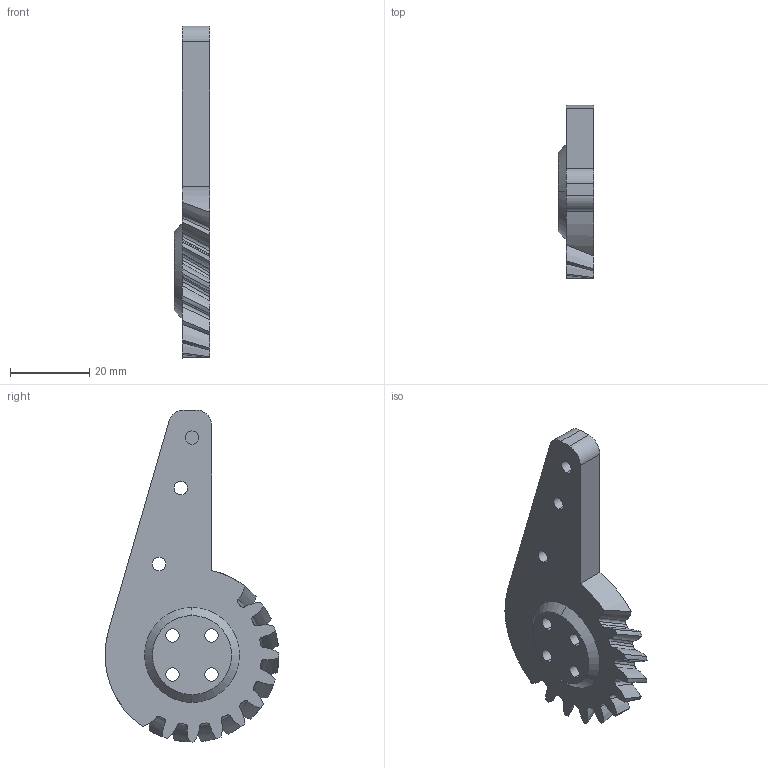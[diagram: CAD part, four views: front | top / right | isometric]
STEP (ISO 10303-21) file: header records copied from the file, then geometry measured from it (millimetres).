
FILE_DESCRIPTION (( 'STEP AP214' ), '1' );
FILE_NAME ('gripper_gear.STEP', '2025-03-31T14:03:47', ( '' ), ( '' ), 'SwSTEP 2.0', 'SolidWorks 2025', '' );
FILE_SCHEMA (( 'AUTOMOTIVE_DESIGN' ));
Length unit declared in the file: millimetre
Products named in the file (1): gripper_gear_left_bottom
Bounding box: 9 x 43.99 x 84 mm (x, y, z)
Volume: 14449.3 mm3; surface area: 6541.1 mm2
Topology: 1 solids, 1 shells, 98 faces, 270 edges, 176 vertices
Faces by surface type: bspline 50, cylinder 27, cone 14, plane 7
Entity records: 5455 total; most frequent: CARTESIAN_POINT 3185, ORIENTED_EDGE 540, DIRECTION 378, EDGE_CURVE 270, VERTEX_POINT 176, AXIS2_PLACEMENT_3D 169, CIRCLE 120, EDGE_LOOP 112
